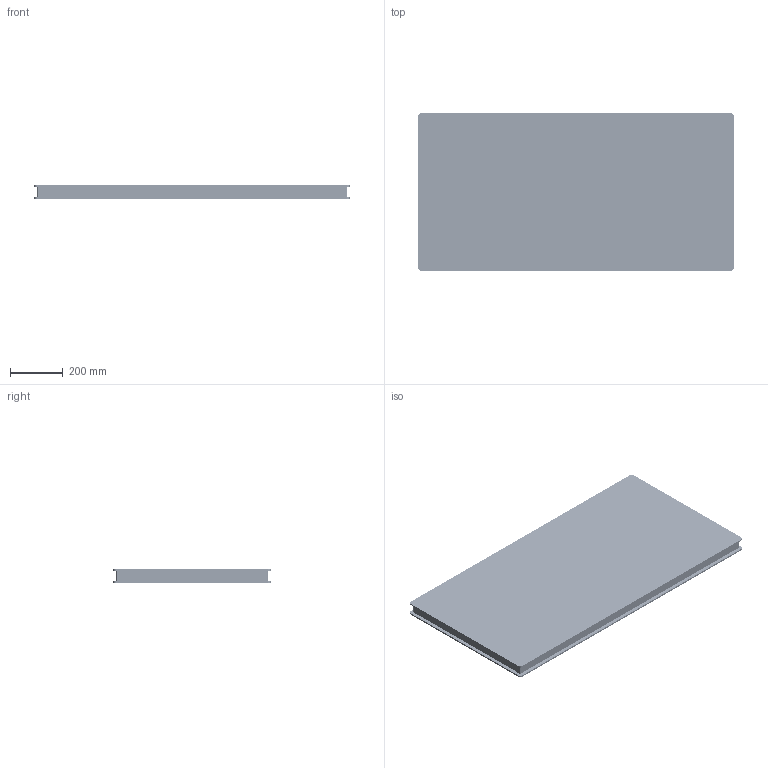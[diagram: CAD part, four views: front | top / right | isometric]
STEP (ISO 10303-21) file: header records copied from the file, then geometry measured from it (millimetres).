
FILE_DESCRIPTION (( 'STEP AP203' ), '1' );
FILE_NAME ('516056.STEP', '2024-06-19T01:38:35', ( '' ), ( '' ), 'SwSTEP 2.0', 'SolidWorks 2020', '' );
FILE_SCHEMA (( 'CONFIG_CONTROL_DESIGN' ));
Length unit declared in the file: millimetre
Products named in the file (1): 516056
Bounding box: 1200 x 600 x 50 mm (x, y, z)
Volume: 34073333.7 mm3; surface area: 1816886.9 mm2
Topology: 1 solids, 1 shells, 3096 faces, 6240 edges, 4160 vertices
Faces by surface type: cylinder 2040, plane 1056
Entity records: 82961 total; most frequent: DIRECTION 16514, CARTESIAN_POINT 13497, ORIENTED_EDGE 12480, AXIS2_PLACEMENT_3D 7177, EDGE_CURVE 6240, VERTEX_POINT 4160, EDGE_LOOP 4110, CIRCLE 4080
